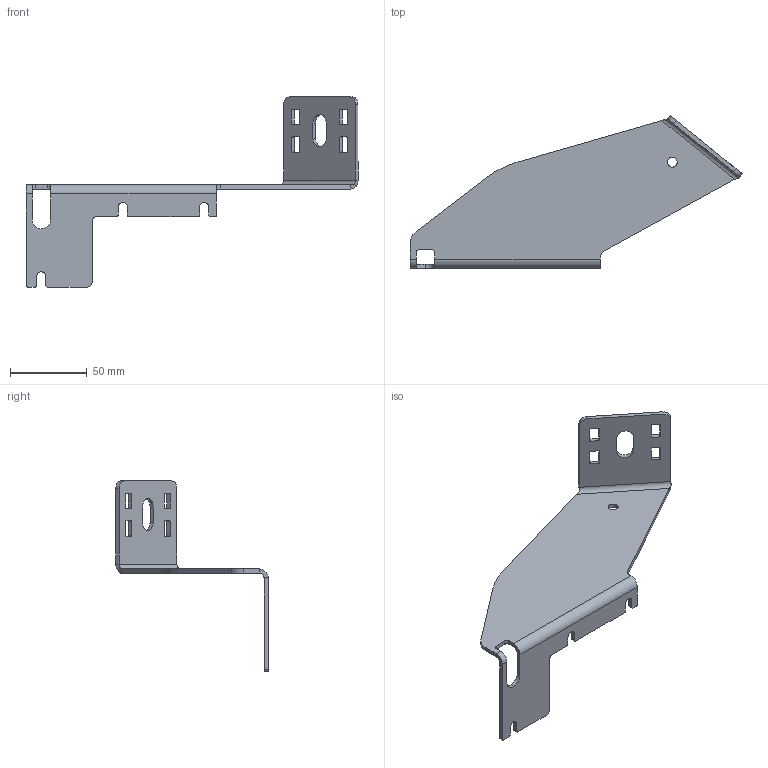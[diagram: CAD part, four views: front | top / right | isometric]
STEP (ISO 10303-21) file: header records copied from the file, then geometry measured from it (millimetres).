
FILE_DESCRIPTION (( 'STEP AP203' ), '1' );
FILE_NAME ('RIGHT INNER ENCODER MOUNT- Q300M.STEP', '2023-06-05T17:47:24', ( '' ), ( '' ), 'SwSTEP 2.0', 'SolidWorks 2020', '' );
FILE_SCHEMA (( 'CONFIG_CONTROL_DESIGN' ));
Length unit declared in the file: millimetre
Products named in the file (1): RIGHT INNER ENCODER MOUNT- Q300M
Bounding box: 216.13 x 99.15 x 123.76 mm (x, y, z)
Volume: 48673.4 mm3; surface area: 39487.9 mm2
Topology: 1 solids, 1 shells, 108 faces, 308 edges, 200 vertices
Faces by surface type: cylinder 53, plane 53, bspline 2
Entity records: 3663 total; most frequent: CARTESIAN_POINT 667, DIRECTION 620, ORIENTED_EDGE 616, EDGE_CURVE 308, AXIS2_PLACEMENT_3D 213, VERTEX_POINT 200, LINE 194, VECTOR 194
